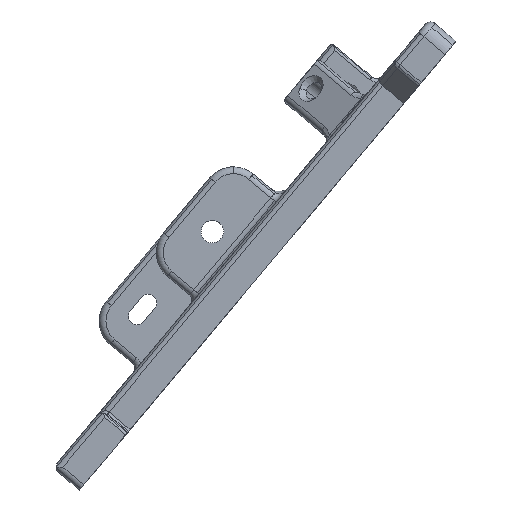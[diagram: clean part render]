
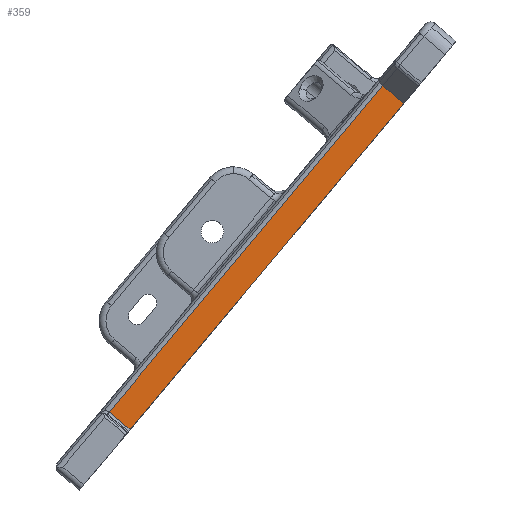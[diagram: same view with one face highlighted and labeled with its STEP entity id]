
A CAD part, left-side view. The second image highlights one B-rep face of the part: STEP entity #359.
In plain terms, the highlighted planar face has unit normal (-1, 0, 0).
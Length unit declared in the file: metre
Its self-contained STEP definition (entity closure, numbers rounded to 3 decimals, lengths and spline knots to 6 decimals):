
#359=ADVANCED_FACE('2:1392',(#1073),#1074,.F.);
#1073=FACE_OUTER_BOUND('',#4758,.T.);
#1074=PLANE('',#4759);
#4758=EDGE_LOOP('',(#8412,#8413,#8414,#8415));
#4759=AXIS2_PLACEMENT_3D('',#8416,#8417,#8418);
#8412=ORIENTED_EDGE('',*,*,#9135,.T.);
#8413=ORIENTED_EDGE('',*,*,#9027,.T.);
#8414=ORIENTED_EDGE('',*,*,#9556,.T.);
#8415=ORIENTED_EDGE('',*,*,#9891,.F.);
#8416=CARTESIAN_POINT('',(-0.065502,-0.004723,0.12301));
#8417=DIRECTION('',(1.0,0.,0.));
#8418=DIRECTION('',(0.,0.643,-0.766));
#9027=EDGE_CURVE('2:3144',#10071,#10069,#10072,.T.);
#9135=EDGE_CURVE('2:3141',#10272,#10071,#10273,.T.);
#9556=EDGE_CURVE('2:1752',#10069,#11038,#11039,.T.);
#9891=EDGE_CURVE('2:3135',#10272,#11038,#11480,.F.);
#10069=VERTEX_POINT('',#11766);
#10071=VERTEX_POINT('',#11768);
#10072=LINE('',#11769,#11770);
#10272=VERTEX_POINT('',#12052);
#10273=LINE('',#12053,#12054);
#11038=VERTEX_POINT('',#13226);
#11039=LINE('',#13227,#13228);
#11480=LINE('',#14046,#14047);
#11766=CARTESIAN_POINT('',(-0.065502,0.01509,0.099397));
#11768=CARTESIAN_POINT('',(-0.065502,0.018154,0.101969));
#11769=CARTESIAN_POINT('',(-0.065502,0.01509,0.099397));
#11770=VECTOR('',#14262,1.0);
#12052=CARTESIAN_POINT('',(-0.065502,-0.021793,0.149576));
#12053=CARTESIAN_POINT('',(-0.065502,0.004965,0.117686));
#12054=VECTOR('',#14465,1.0);
#13226=CARTESIAN_POINT('',(-0.065502,-0.024858,0.147005));
#13227=CARTESIAN_POINT('',(-0.065502,0.015411,0.099014));
#13228=VECTOR('',#15290,1.0);
#14046=CARTESIAN_POINT('',(-0.065502,-0.024858,0.147005));
#14047=VECTOR('',#15966,1.0);
#14262=DIRECTION('',(0.,-0.766,-0.643));
#14465=DIRECTION('',(0.,0.643,-0.766));
#15290=DIRECTION('',(0.,-0.643,0.766));
#15966=DIRECTION('',(0.,0.766,0.643));
